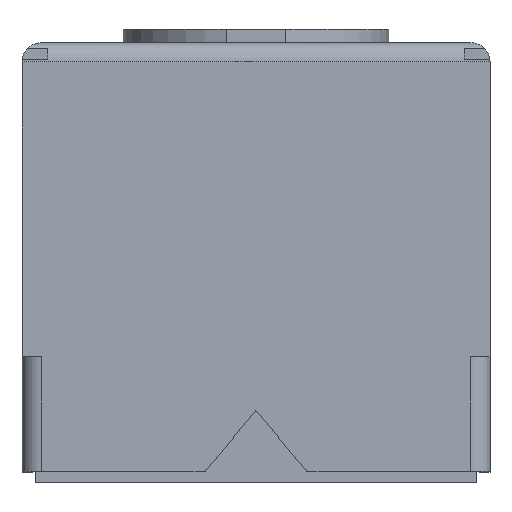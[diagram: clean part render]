
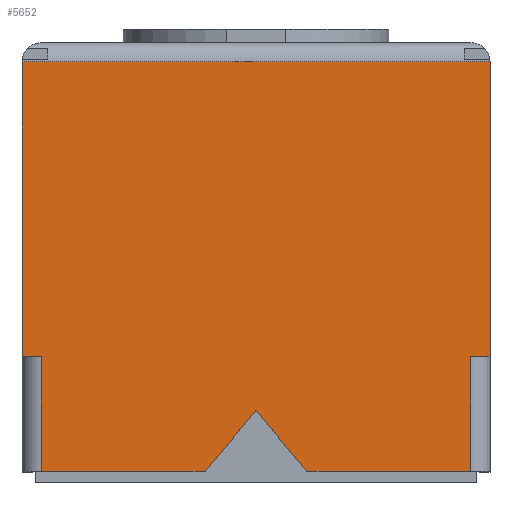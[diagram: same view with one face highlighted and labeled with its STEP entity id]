
A CAD part, top view. The second image highlights one B-rep face of the part: STEP entity #5652.
In plain terms, the highlighted planar face has unit normal (0, 0, 1).
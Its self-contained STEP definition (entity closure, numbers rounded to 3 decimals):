
#4961 = VERTEX_POINT('',#4962);
#4962 = CARTESIAN_POINT('',(7.,-9.423,13.05));
#4968 = EDGE_CURVE('',#4969,#4961,#4971,.T.);
#4969 = VERTEX_POINT('',#4970);
#4970 = CARTESIAN_POINT('',(7.,-0.599,13.05));
#4971 = LINE('',#4972,#4973);
#4972 = CARTESIAN_POINT('',(7.,-0.599,13.05));
#4973 = VECTOR('',#4974,1.);
#4974 = DIRECTION('',(0.,-1.,0.));
#5089 = VERTEX_POINT('',#5090);
#5090 = CARTESIAN_POINT('',(6.426,-9.423,13.05));
#5097 = EDGE_CURVE('',#4961,#5089,#5098,.T.);
#5098 = LINE('',#5099,#5100);
#5099 = CARTESIAN_POINT('',(7.,-9.423,13.05));
#5100 = VECTOR('',#5101,1.);
#5101 = DIRECTION('',(-1.,0.,0.));
#5114 = VERTEX_POINT('',#5115);
#5115 = CARTESIAN_POINT('',(-7.,-9.423,13.05));
#5121 = EDGE_CURVE('',#5122,#5114,#5124,.T.);
#5122 = VERTEX_POINT('',#5123);
#5123 = CARTESIAN_POINT('',(-6.426,-9.423,13.05));
#5124 = LINE('',#5125,#5126);
#5125 = CARTESIAN_POINT('',(-6.426,-9.423,13.05));
#5126 = VECTOR('',#5127,1.);
#5127 = DIRECTION('',(-1.,0.,0.));
#5145 = EDGE_CURVE('',#5146,#5089,#5148,.T.);
#5146 = VERTEX_POINT('',#5147);
#5147 = CARTESIAN_POINT('',(6.426,-12.852,13.05));
#5148 = LINE('',#5149,#5150);
#5149 = CARTESIAN_POINT('',(6.426,-12.852,13.05));
#5150 = VECTOR('',#5151,1.);
#5151 = DIRECTION('',(0.,1.,0.));
#5197 = VERTEX_POINT('',#5198);
#5198 = CARTESIAN_POINT('',(-6.426,-12.852,13.05));
#5205 = EDGE_CURVE('',#5197,#5206,#5208,.T.);
#5206 = VERTEX_POINT('',#5207);
#5207 = CARTESIAN_POINT('',(-1.524,-12.852,13.05));
#5208 = LINE('',#5209,#5210);
#5209 = CARTESIAN_POINT('',(-6.426,-12.852,13.05));
#5210 = VECTOR('',#5211,1.);
#5211 = DIRECTION('',(1.,0.,0.));
#5397 = VERTEX_POINT('',#5398);
#5398 = CARTESIAN_POINT('',(1.524,-12.852,13.05));
#5404 = EDGE_CURVE('',#5397,#5146,#5405,.T.);
#5405 = LINE('',#5406,#5407);
#5406 = CARTESIAN_POINT('',(1.524,-12.852,13.05));
#5407 = VECTOR('',#5408,1.);
#5408 = DIRECTION('',(1.,0.,0.));
#5618 = VERTEX_POINT('',#5619);
#5619 = CARTESIAN_POINT('',(-7.,-0.599,13.05));
#5625 = EDGE_CURVE('',#5114,#5618,#5626,.T.);
#5626 = LINE('',#5627,#5628);
#5627 = CARTESIAN_POINT('',(-7.,-9.423,13.05));
#5628 = VECTOR('',#5629,1.);
#5629 = DIRECTION('',(0.,1.,0.));
#5640 = EDGE_CURVE('',#5197,#5122,#5641,.T.);
#5641 = LINE('',#5642,#5643);
#5642 = CARTESIAN_POINT('',(-6.426,-12.852,13.05));
#5643 = VECTOR('',#5644,1.);
#5644 = DIRECTION('',(0.,1.,0.));
#5652 = ADVANCED_FACE('',(#5653),#5683,.T.);
#5653 = FACE_BOUND('',#5654,.F.);
#5654 = EDGE_LOOP('',(#5655,#5656,#5657,#5663,#5664,#5665,#5666,#5667,
    #5675,#5681,#5682));
#5655 = ORIENTED_EDGE('',*,*,#5121,.T.);
#5656 = ORIENTED_EDGE('',*,*,#5625,.T.);
#5657 = ORIENTED_EDGE('',*,*,#5658,.T.);
#5658 = EDGE_CURVE('',#5618,#4969,#5659,.T.);
#5659 = LINE('',#5660,#5661);
#5660 = CARTESIAN_POINT('',(-7.,-0.599,13.05));
#5661 = VECTOR('',#5662,1.);
#5662 = DIRECTION('',(1.,0.,0.));
#5663 = ORIENTED_EDGE('',*,*,#4968,.T.);
#5664 = ORIENTED_EDGE('',*,*,#5097,.T.);
#5665 = ORIENTED_EDGE('',*,*,#5145,.F.);
#5666 = ORIENTED_EDGE('',*,*,#5404,.F.);
#5667 = ORIENTED_EDGE('',*,*,#5668,.T.);
#5668 = EDGE_CURVE('',#5397,#5669,#5671,.T.);
#5669 = VERTEX_POINT('',#5670);
#5670 = CARTESIAN_POINT('',(0.,-11.036,
    13.05));
#5671 = LINE('',#5672,#5673);
#5672 = CARTESIAN_POINT('',(1.524,-12.852,13.05));
#5673 = VECTOR('',#5674,1.);
#5674 = DIRECTION('',(-0.643,0.766,0.)
  );
#5675 = ORIENTED_EDGE('',*,*,#5676,.T.);
#5676 = EDGE_CURVE('',#5669,#5206,#5677,.T.);
#5677 = LINE('',#5678,#5679);
#5678 = CARTESIAN_POINT('',(0.,-11.036,
    13.05));
#5679 = VECTOR('',#5680,1.);
#5680 = DIRECTION('',(-0.643,-0.766,
    0.));
#5681 = ORIENTED_EDGE('',*,*,#5205,.F.);
#5682 = ORIENTED_EDGE('',*,*,#5640,.T.);
#5683 = PLANE('',#5684);
#5684 = AXIS2_PLACEMENT_3D('',#5685,#5686,#5687);
#5685 = CARTESIAN_POINT('',(-7.,-0.025,13.05));
#5686 = DIRECTION('',(0.,0.,1.));
#5687 = DIRECTION('',(1.,0.,0.));
